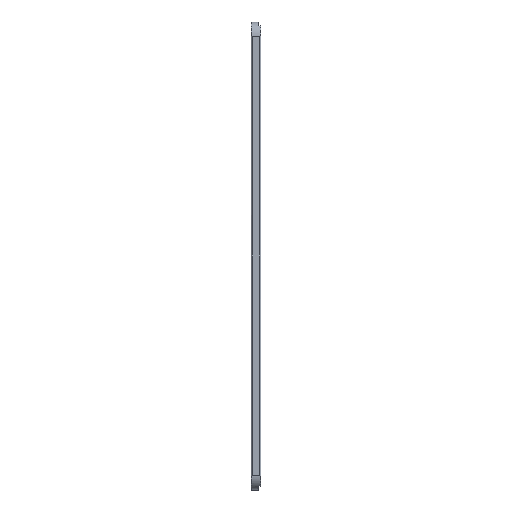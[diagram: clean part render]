
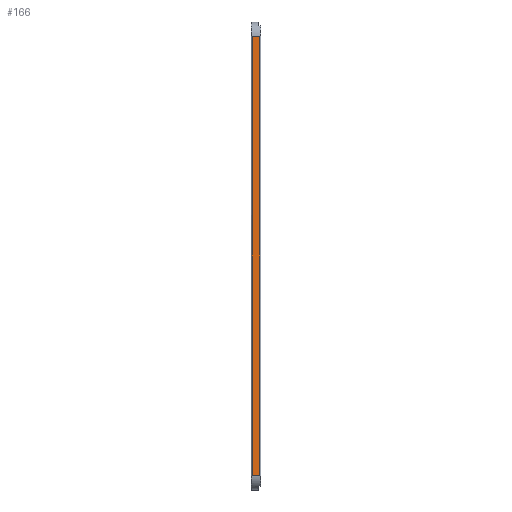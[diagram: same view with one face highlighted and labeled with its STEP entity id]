
A CAD part, front view. The second image highlights one B-rep face of the part: STEP entity #166.
In plain terms, the highlighted planar face has unit normal (0, -1, 0).
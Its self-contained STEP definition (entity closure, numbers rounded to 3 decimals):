
#124 = CARTESIAN_POINT ( 'NONE',  ( -1.5, -6., -188. ) ) ;
#131 = VECTOR ( 'NONE', #933, 1000. ) ;
#166 = ADVANCED_FACE ( 'NONE', ( #1205 ), #996, .T. ) ;
#189 = DIRECTION ( 'NONE',  ( 0., 0., 1. ) ) ;
#199 = CARTESIAN_POINT ( 'NONE',  ( -2., -6., -182. ) ) ;
#275 = DIRECTION ( 'NONE',  ( 0., 0., -1. ) ) ;
#337 = LINE ( 'NONE', #955, #1400 ) ;
#341 = VERTEX_POINT ( 'NONE', #1066 ) ;
#361 = EDGE_CURVE ( 'NONE', #1216, #341, #1664, .T. ) ;
#439 = LINE ( 'NONE', #1338, #1472 ) ;
#565 = EDGE_CURVE ( 'NONE', #1116, #908, #337, .T. ) ;
#649 = ORIENTED_EDGE ( 'NONE', *, *, #1222, .F. ) ;
#723 = ORIENTED_EDGE ( 'NONE', *, *, #565, .F. ) ;
#759 = CARTESIAN_POINT ( 'NONE',  ( -1.5, -6., -6. ) ) ;
#846 = AXIS2_PLACEMENT_3D ( 'NONE', #124, #1253, #275 ) ;
#908 = VERTEX_POINT ( 'NONE', #1017 ) ;
#922 = CARTESIAN_POINT ( 'NONE',  ( 1.5, -6., -188. ) ) ;
#933 = DIRECTION ( 'NONE',  ( 1., 0., 0. ) ) ;
#936 = CARTESIAN_POINT ( 'NONE',  ( -1.5, -6., -182. ) ) ;
#955 = CARTESIAN_POINT ( 'NONE',  ( -2., -6., -6. ) ) ;
#996 = PLANE ( 'NONE',  #846 ) ;
#1012 = ORIENTED_EDGE ( 'NONE', *, *, #1557, .T. ) ;
#1017 = CARTESIAN_POINT ( 'NONE',  ( 1.5, -6., -6. ) ) ;
#1066 = CARTESIAN_POINT ( 'NONE',  ( 1.5, -6., -182. ) ) ;
#1094 = DIRECTION ( 'NONE',  ( 1., 0., 0. ) ) ;
#1116 = VERTEX_POINT ( 'NONE', #759 ) ;
#1205 = FACE_OUTER_BOUND ( 'NONE', #1761, .T. ) ;
#1216 = VERTEX_POINT ( 'NONE', #936 ) ;
#1222 = EDGE_CURVE ( 'NONE', #1216, #1116, #439, .T. ) ;
#1253 = DIRECTION ( 'NONE',  ( 0., -1., 0. ) ) ;
#1295 = VECTOR ( 'NONE', #189, 1000. ) ;
#1338 = CARTESIAN_POINT ( 'NONE',  ( -1.5, -6., -188. ) ) ;
#1400 = VECTOR ( 'NONE', #1094, 1000. ) ;
#1403 = ORIENTED_EDGE ( 'NONE', *, *, #361, .T. ) ;
#1472 = VECTOR ( 'NONE', #1490, 1000. ) ;
#1490 = DIRECTION ( 'NONE',  ( 0., 0., 1. ) ) ;
#1557 = EDGE_CURVE ( 'NONE', #341, #908, #1692, .T. ) ;
#1664 = LINE ( 'NONE', #199, #131 ) ;
#1692 = LINE ( 'NONE', #922, #1295 ) ;
#1761 = EDGE_LOOP ( 'NONE', ( #1403, #1012, #723, #649 ) ) ;
